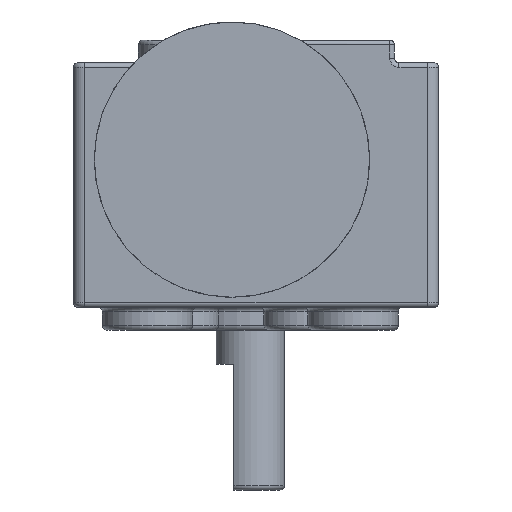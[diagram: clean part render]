
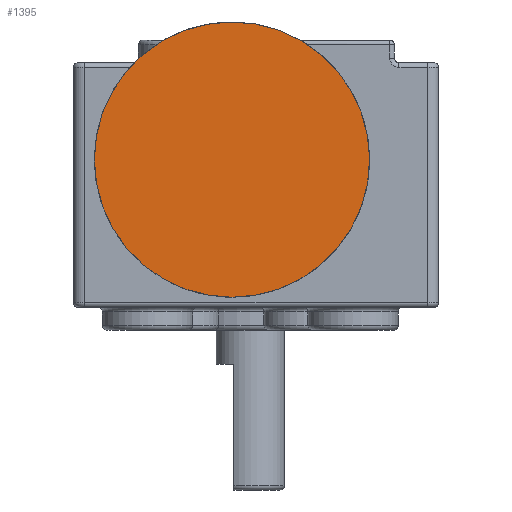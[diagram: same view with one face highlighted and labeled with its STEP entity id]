
A CAD part, left-side view. The second image highlights one B-rep face of the part: STEP entity #1395.
In plain terms, the highlighted planar face has unit normal (-1, 0, 0).
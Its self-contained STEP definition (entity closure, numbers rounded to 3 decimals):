
#247=CIRCLE('',#1607,12.05);
#351=FACE_OUTER_BOUND('',#505,.T.);
#505=EDGE_LOOP('',(#1245));
#738=VERTEX_POINT('',#2521);
#906=EDGE_CURVE('',#738,#738,#247,.T.);
#1245=ORIENTED_EDGE('',*,*,#906,.F.);
#1274=PLANE('',#1610);
#1395=ADVANCED_FACE('',(#351),#1274,.T.);
#1607=AXIS2_PLACEMENT_3D('',#2522,#2086,#2087);
#1610=AXIS2_PLACEMENT_3D('',#2525,#2092,#2093);
#2086=DIRECTION('center_axis',(1.,0.,0.));
#2087=DIRECTION('ref_axis',(0.,0.,1.));
#2092=DIRECTION('center_axis',(-1.,0.,0.));
#2093=DIRECTION('ref_axis',(0.,0.,1.));
#2521=CARTESIAN_POINT('',(-30.8,18.103,-20.52));
#2522=CARTESIAN_POINT('Origin',(-30.8,18.103,-8.47));
#2525=CARTESIAN_POINT('Origin',(-30.8,18.103,-8.47));
